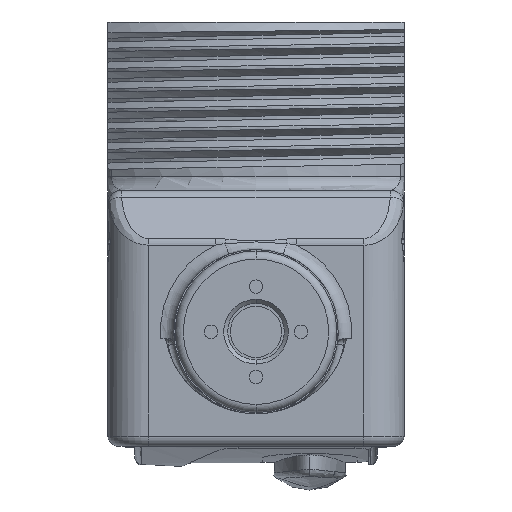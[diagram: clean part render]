
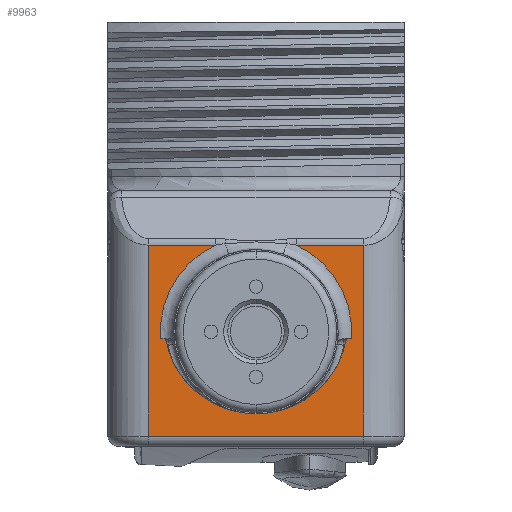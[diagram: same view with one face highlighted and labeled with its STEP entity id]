
A CAD part, front view. The second image highlights one B-rep face of the part: STEP entity #9963.
In plain terms, the highlighted planar face has unit normal (0, -1, 0).
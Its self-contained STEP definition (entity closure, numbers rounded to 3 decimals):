
#1118=DIRECTION('',(0.,0.,-1.));
#1119=VECTOR('',#1118,14.182);
#1120=CARTESIAN_POINT('',(-8.,0.,
-13.068));
#1121=LINE('',#1120,#1119);
#1178=CARTESIAN_POINT('',(0.,0.,-18.75));
#1179=DIRECTION('',(0.,-1.,0.));
#1180=DIRECTION('',(-0.983,0.,-0.182));
#1181=AXIS2_PLACEMENT_3D('',#1178,#1179,#1180);
#1183=DIRECTION('',(-1.,0.,0.));
#1184=VECTOR('',#1183,4.994);
#1185=CARTESIAN_POINT('',(8.,0.,
-13.068));
#1186=LINE('',#1185,#1184);
#1187=DIRECTION('',(-1.,0.,0.));
#1188=VECTOR('',#1187,4.994);
#1189=CARTESIAN_POINT('',(-3.006,0.,
-13.068));
#1190=LINE('',#1189,#1188);
#1191=CARTESIAN_POINT('',(0.,0.,-19.5));
#1192=DIRECTION('',(0.,1.,0.));
#1193=DIRECTION('',(-0.998,0.,-0.07));
#1194=AXIS2_PLACEMENT_3D('',#1191,#1192,#1193);
#1777=DIRECTION('',(0.,0.,1.));
#1778=VECTOR('',#1777,14.182);
#1779=CARTESIAN_POINT('',(8.,0.,-27.25));
#1780=LINE('',#1779,#1778);
#1800=CARTESIAN_POINT('',(8.,0.,
-13.068));
#1916=DIRECTION('',(-1.,0.,0.));
#1917=VECTOR('',#1916,16.);
#1918=CARTESIAN_POINT('',(8.,0.,-27.25));
#1919=LINE('',#1918,#1917);
#3170=CARTESIAN_POINT('',(0.,0.,-19.5));
#3171=DIRECTION('',(0.,1.,0.));
#3172=DIRECTION('',(0.423,0.,0.906));
#3173=AXIS2_PLACEMENT_3D('',#3170,#3171,#3172);
#3201=DIRECTION('',(1.,0.,0.));
#3202=VECTOR('',#3201,0.347);
#3203=CARTESIAN_POINT('',(6.735,0.,-20.));
#3204=LINE('',#3203,#3202);
#3329=DIRECTION('',(1.,0.,0.));
#3330=VECTOR('',#3329,0.347);
#3331=CARTESIAN_POINT('',(-7.082,0.,-20.));
#3332=LINE('',#3331,#3330);
#8362=VERTEX_POINT('',#1800);
#8365=CARTESIAN_POINT('',(-3.006,0.,
-13.068));
#8366=CARTESIAN_POINT('',(-8.,0.,
-13.068));
#8367=VERTEX_POINT('',#8365);
#8368=VERTEX_POINT('',#8366);
#8807=CARTESIAN_POINT('',(3.006,0.,
-13.068));
#8808=VERTEX_POINT('',#8807);
#8947=CARTESIAN_POINT('',(8.,0.,-27.25));
#8948=CARTESIAN_POINT('',(-8.,0.,-27.25));
#8949=VERTEX_POINT('',#8947);
#8950=VERTEX_POINT('',#8948);
#9071=CARTESIAN_POINT('',(-7.082,0.,-20.));
#9072=CARTESIAN_POINT('',(-6.735,0.,-20.));
#9073=VERTEX_POINT('',#9071);
#9074=VERTEX_POINT('',#9072);
#9075=CARTESIAN_POINT('',(6.735,0.,-20.));
#9076=CARTESIAN_POINT('',(7.082,0.,-20.));
#9077=VERTEX_POINT('',#9075);
#9078=VERTEX_POINT('',#9076);
#9937=CARTESIAN_POINT('',(-11.,0.,-9.));
#9938=DIRECTION('',(0.,-1.,0.));
#9939=DIRECTION('',(1.,0.,0.));
#9940=AXIS2_PLACEMENT_3D('',#9937,#9938,#9939);
#9941=PLANE('',#9940);
#9943=ORIENTED_EDGE('',*,*,#9942,.F.);
#9945=ORIENTED_EDGE('',*,*,#9944,.T.);
#9947=ORIENTED_EDGE('',*,*,#9946,.T.);
#9949=ORIENTED_EDGE('',*,*,#9948,.T.);
#9951=ORIENTED_EDGE('',*,*,#9950,.F.);
#9953=ORIENTED_EDGE('',*,*,#9952,.F.);
#9955=ORIENTED_EDGE('',*,*,#9954,.F.);
#9957=ORIENTED_EDGE('',*,*,#9956,.T.);
#9958=ORIENTED_EDGE('',*,*,#9917,.F.);
#9960=ORIENTED_EDGE('',*,*,#9959,.F.);
#9961=EDGE_LOOP('',(#9943,#9945,#9947,#9949,#9951,#9953,#9955,#9957,#9958,
#9960));
#9962=FACE_OUTER_BOUND('',#9961,.F.);
#9963=ADVANCED_FACE('',(#9962),#9941,.T.);
#1182=CIRCLE('',#1181,6.85);
#1195=CIRCLE('',#1194,7.1);
#3174=CIRCLE('',#3173,7.1);
#9917=EDGE_CURVE('',#8368,#8950,#1121,.T.);
#9942=EDGE_CURVE('',#9073,#8367,#1195,.T.);
#9944=EDGE_CURVE('',#9073,#9074,#3332,.T.);
#9946=EDGE_CURVE('',#9074,#9077,#1182,.T.);
#9948=EDGE_CURVE('',#9077,#9078,#3204,.T.);
#9950=EDGE_CURVE('',#8808,#9078,#3174,.T.);
#9952=EDGE_CURVE('',#8362,#8808,#1186,.T.);
#9954=EDGE_CURVE('',#8949,#8362,#1780,.T.);
#9956=EDGE_CURVE('',#8949,#8950,#1919,.T.);
#9959=EDGE_CURVE('',#8367,#8368,#1190,.T.);
